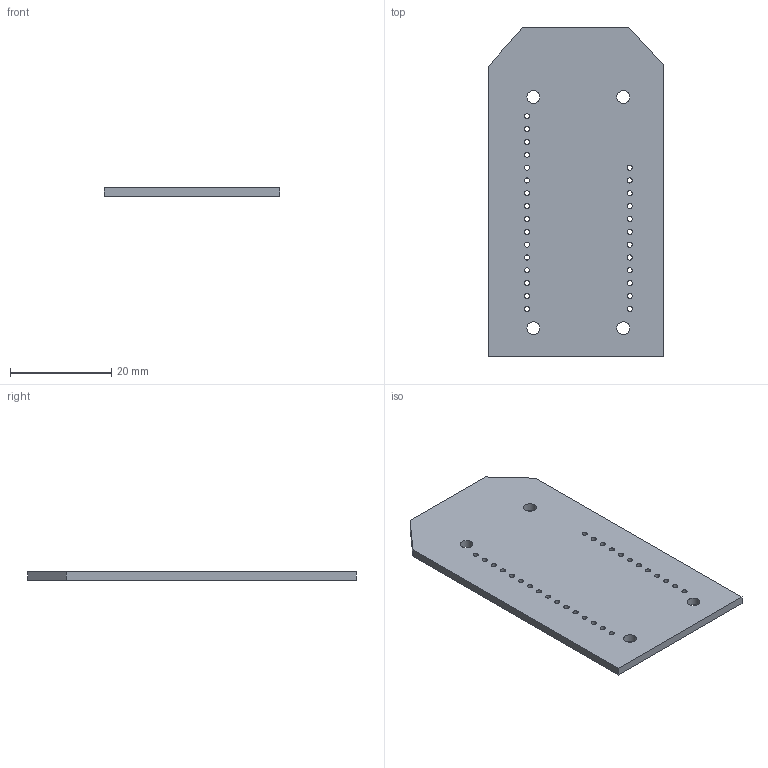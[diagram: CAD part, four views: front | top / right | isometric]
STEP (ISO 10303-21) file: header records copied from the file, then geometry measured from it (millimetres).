
FILE_DESCRIPTION(('KiCad electronic assembly'),'2;1');
FILE_NAME('argon mount.STEP','2022-07-18T08:34:30',('Pcbnew'),('Kicad'), 'Open CASCADE STEP processor 7.6','KiCad to STEP converter','Unknown' );
FILE_SCHEMA(('AUTOMOTIVE_DESIGN { 1 0 10303 214 1 1 1 1 }'));
Length unit declared in the file: millimetre
Products named in the file (2): argon mount 1; Adafruit NeoPixel 8 Stick PCB
Assembly tree (1 placements, depth 2):
  argon mount 1
    Adafruit NeoPixel 8 Stick PCB
Bounding box: 34.63 x 65.02 x 1.6 mm (x, y, z)
Volume: 3447.5 mm3; surface area: 4809.4 mm2
Topology: 1 solids, 1 shells, 40 faces, 114 edges, 76 vertices
Faces by surface type: cylinder 32, plane 8
Full cylindrical faces by diameter (mm): 1.02 x28, 2.54 x4
Entity records: 2999 total; most frequent: DIRECTION 490, CARTESIAN_POINT 460, ORIENTED_EDGE 228, PCURVE 228, DEFINITIONAL_REPRESENTATION 228, LINE 214, VECTOR 214, CIRCLE 128
